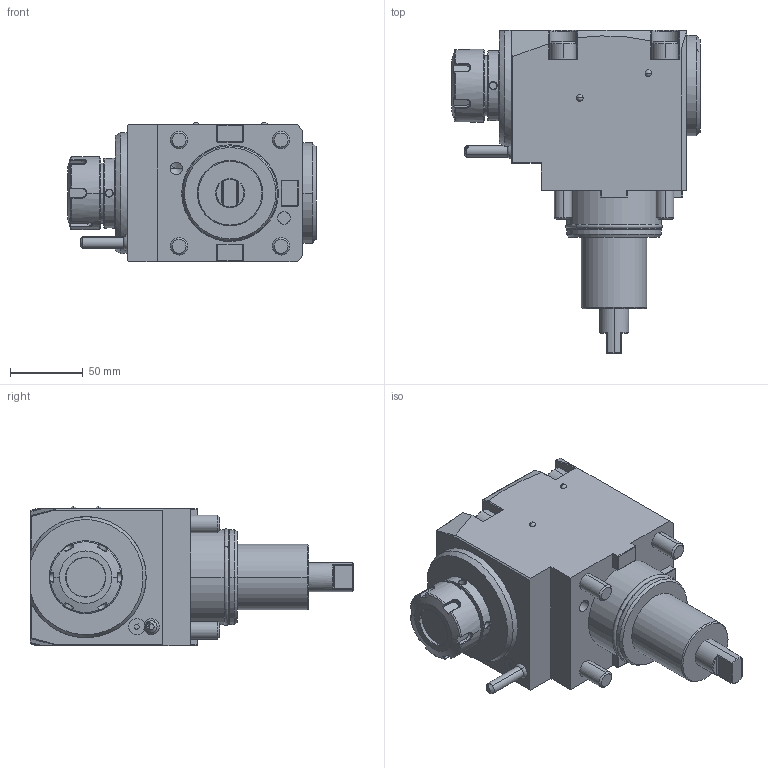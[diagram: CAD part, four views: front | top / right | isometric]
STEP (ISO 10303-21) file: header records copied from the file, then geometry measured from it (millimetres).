
FILE_DESCRIPTION((''),'2;1');
FILE_NAME('NGT2_65_201_32_1_3_72_DO','2017-03-13T',('vali'),('NOVA GRUP'),'PRO/ENGINEER BY PARAMETRIC TECHNOLOGY CORPORATION, 2010280','PRO/ENGINEER BY PARAMETRIC TECHNOLOGY CORPORATION, 2010280','');
FILE_SCHEMA(('CONFIG_CONTROL_DESIGN'));
Length unit declared in the file: millimetre
Products named in the file (1): NGT2_65_201_32_1_3_72_DO
Bounding box: 170.3 x 222 x 95.6 mm (x, y, z)
Volume: 1522857.2 mm3; surface area: 109087.4 mm2
Topology: 2 solids, 2 shells, 433 faces, 1069 edges, 665 vertices
Faces by surface type: plane 215, cylinder 110, cone 48, bspline 34, torus 20, sphere 6
Entity records: 17714 total; most frequent: CARTESIAN_POINT 7929, ORIENTED_EDGE 2126, DIRECTION 1812, EDGE_CURVE 1063, VERTEX_POINT 665, VECTOR 608, LINE 608, AXIS2_PLACEMENT_3D 602
